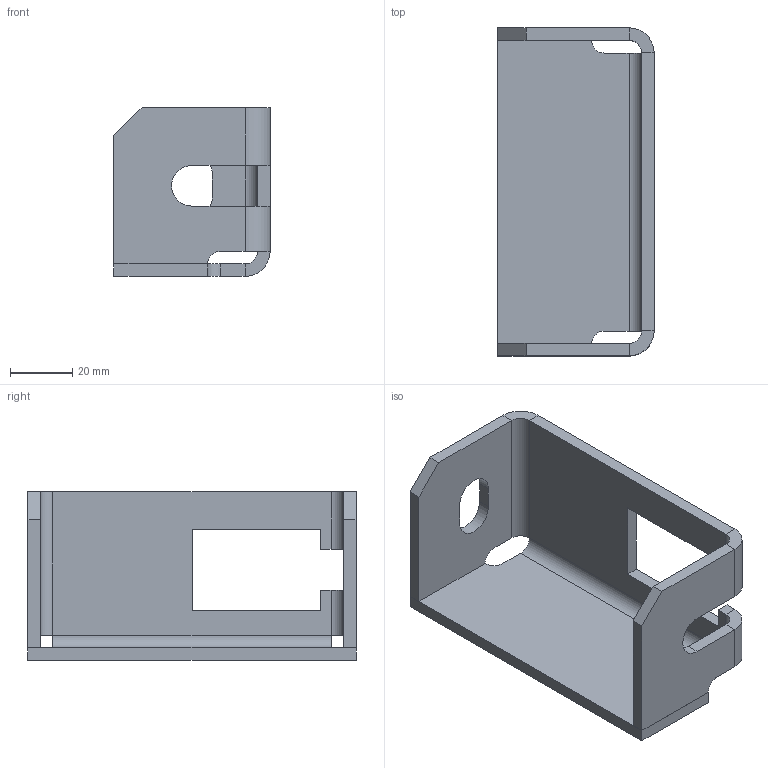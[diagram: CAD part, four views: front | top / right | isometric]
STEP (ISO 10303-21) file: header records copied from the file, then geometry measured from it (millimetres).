
FILE_DESCRIPTION (( 'STEP AP214' ), '1' );
FILE_NAME ('6418198.STEP', '2025-11-26T15:33:22', ( '' ), ( '' ), 'SwSTEP 2.0', 'SolidWorks 2024', '' );
FILE_SCHEMA (( 'AUTOMOTIVE_DESIGN' ));
Length unit declared in the file: millimetre
Products named in the file (1): 6418198
Bounding box: 50 x 105 x 54 mm (x, y, z)
Volume: 49234.7 mm3; surface area: 28078.3 mm2
Topology: 1 solids, 1 shells, 61 faces, 151 edges, 90 vertices
Faces by surface type: plane 45, cylinder 16
Entity records: 1792 total; most frequent: DIRECTION 307, CARTESIAN_POINT 303, ORIENTED_EDGE 302, EDGE_CURVE 151, VECTOR 119, LINE 119, AXIS2_PLACEMENT_3D 94, VERTEX_POINT 90
